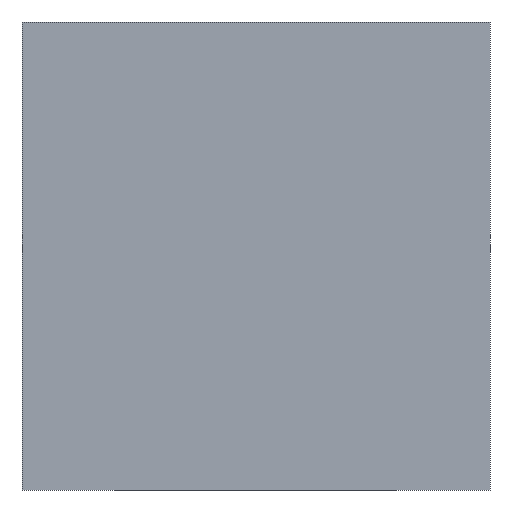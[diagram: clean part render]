
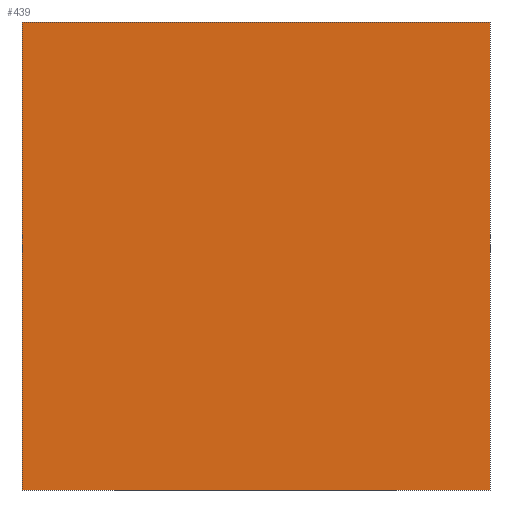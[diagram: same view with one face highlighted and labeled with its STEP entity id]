
A CAD part, left-side view. The second image highlights one B-rep face of the part: STEP entity #439.
In plain terms, the highlighted planar face has unit normal (-1, 0, 0).
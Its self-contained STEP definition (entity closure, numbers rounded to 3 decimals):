
#3 = VERTEX_POINT ( 'NONE', #163 ) ;
#21 = CARTESIAN_POINT ( 'NONE',  ( -15., -25., 50. ) ) ;
#62 = ORIENTED_EDGE ( 'NONE', *, *, #361, .F. ) ;
#65 = LINE ( 'NONE', #21, #289 ) ;
#83 = VECTOR ( 'NONE', #424, 1000. ) ;
#107 = EDGE_CURVE ( 'NONE', #3, #408, #417, .T. ) ;
#123 = ORIENTED_EDGE ( 'NONE', *, *, #386, .T. ) ;
#131 = CARTESIAN_POINT ( 'NONE',  ( -15., 25., 0. ) ) ;
#144 = CARTESIAN_POINT ( 'NONE',  ( -15., 25., 50. ) ) ;
#158 = LINE ( 'NONE', #144, #83 ) ;
#163 = CARTESIAN_POINT ( 'NONE',  ( -15., 25., 0. ) ) ;
#183 = DIRECTION ( 'NONE',  ( 0., 1., 0. ) ) ;
#196 = AXIS2_PLACEMENT_3D ( 'NONE', #399, #440, #183 ) ;
#249 = EDGE_CURVE ( 'NONE', #263, #408, #65, .T. ) ;
#257 = VECTOR ( 'NONE', #395, 1000. ) ;
#263 = VERTEX_POINT ( 'NONE', #275 ) ;
#273 = DIRECTION ( 'NONE',  ( 0., 0., -1. ) ) ;
#275 = CARTESIAN_POINT ( 'NONE',  ( -15., -25., 50. ) ) ;
#279 = CARTESIAN_POINT ( 'NONE',  ( -15., 25., 50. ) ) ;
#289 = VECTOR ( 'NONE', #273, 1000. ) ;
#290 = CARTESIAN_POINT ( 'NONE',  ( -15., 25., 50. ) ) ;
#293 = EDGE_LOOP ( 'NONE', ( #298, #301, #62, #123 ) ) ;
#298 = ORIENTED_EDGE ( 'NONE', *, *, #107, .T. ) ;
#301 = ORIENTED_EDGE ( 'NONE', *, *, #249, .F. ) ;
#305 = DIRECTION ( 'NONE',  ( 0., -1., 0. ) ) ;
#313 = CARTESIAN_POINT ( 'NONE',  ( -15., -25., 0. ) ) ;
#333 = FACE_OUTER_BOUND ( 'NONE', #293, .T. ) ;
#346 = VECTOR ( 'NONE', #305, 1000. ) ;
#361 = EDGE_CURVE ( 'NONE', #436, #263, #438, .T. ) ;
#362 = PLANE ( 'NONE',  #196 ) ;
#386 = EDGE_CURVE ( 'NONE', #436, #3, #158, .T. ) ;
#395 = DIRECTION ( 'NONE',  ( 0., -1., 0. ) ) ;
#399 = CARTESIAN_POINT ( 'NONE',  ( -15., 25., 50. ) ) ;
#408 = VERTEX_POINT ( 'NONE', #313 ) ;
#417 = LINE ( 'NONE', #131, #346 ) ;
#424 = DIRECTION ( 'NONE',  ( 0., 0., -1. ) ) ;
#436 = VERTEX_POINT ( 'NONE', #290 ) ;
#438 = LINE ( 'NONE', #279, #257 ) ;
#439 = ADVANCED_FACE ( 'NONE', ( #333 ), #362, .F. ) ;
#440 = DIRECTION ( 'NONE',  ( 1., 0., 0. ) ) ;
